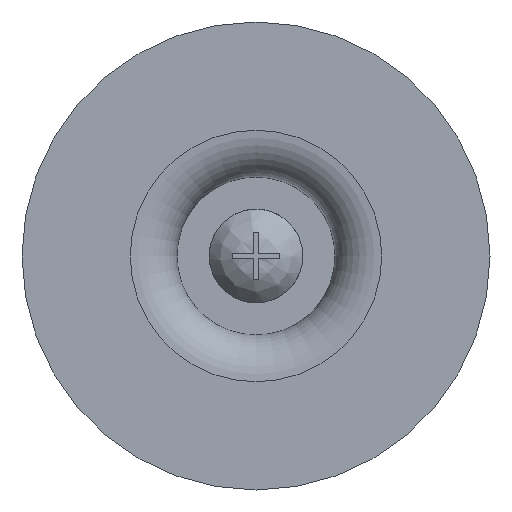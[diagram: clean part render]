
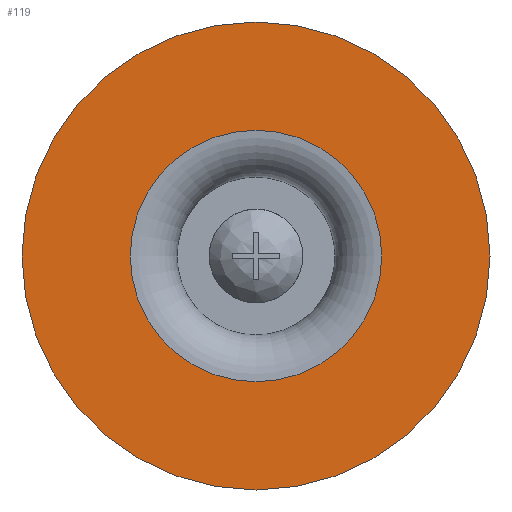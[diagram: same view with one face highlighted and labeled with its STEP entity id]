
A CAD part, front view. The second image highlights one B-rep face of the part: STEP entity #119.
In plain terms, the highlighted planar face has unit normal (0, -1, 0).
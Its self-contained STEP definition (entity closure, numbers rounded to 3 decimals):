
#119 = ADVANCED_FACE( '', ( #260, #261 ), #262, .F. );
#260 = FACE_BOUND( '', #449, .T. );
#261 = FACE_OUTER_BOUND( '', #450, .T. );
#262 = PLANE( '', #451 );
#449 = EDGE_LOOP( '', ( #710 ) );
#450 = EDGE_LOOP( '', ( #711 ) );
#451 = AXIS2_PLACEMENT_3D( '', #712, #713, #714 );
#710 = ORIENTED_EDGE( '', *, *, #965, .F. );
#711 = ORIENTED_EDGE( '', *, *, #931, .T. );
#712 = CARTESIAN_POINT( '', ( 20., 0., 0. ) );
#713 = DIRECTION( '', ( 0., 1., 0. ) );
#714 = DIRECTION( '', ( 0., 0., 1. ) );
#931 = EDGE_CURVE( '', #1102, #1102, #1103, .T. );
#965 = EDGE_CURVE( '', #1151, #1151, #1152, .T. );
#1102 = VERTEX_POINT( '', #1377 );
#1103 = CIRCLE( '', #1378, 20. );
#1151 = VERTEX_POINT( '', #1508 );
#1152 = CIRCLE( '', #1509, 10.75 );
#1377 = CARTESIAN_POINT( '', ( 0., 0., -20. ) );
#1378 = AXIS2_PLACEMENT_3D( '', #1656, #1657, #1658 );
#1508 = CARTESIAN_POINT( '', ( 0., 0., -10.75 ) );
#1509 = AXIS2_PLACEMENT_3D( '', #1673, #1674, #1675 );
#1656 = CARTESIAN_POINT( '', ( 0., 0., 0. ) );
#1657 = DIRECTION( '', ( 0., -1., 0. ) );
#1658 = DIRECTION( '', ( 0., 0., -1. ) );
#1673 = CARTESIAN_POINT( '', ( 0., 0., 0. ) );
#1674 = DIRECTION( '', ( 0., -1., 0. ) );
#1675 = DIRECTION( '', ( 0., 0., -1. ) );
